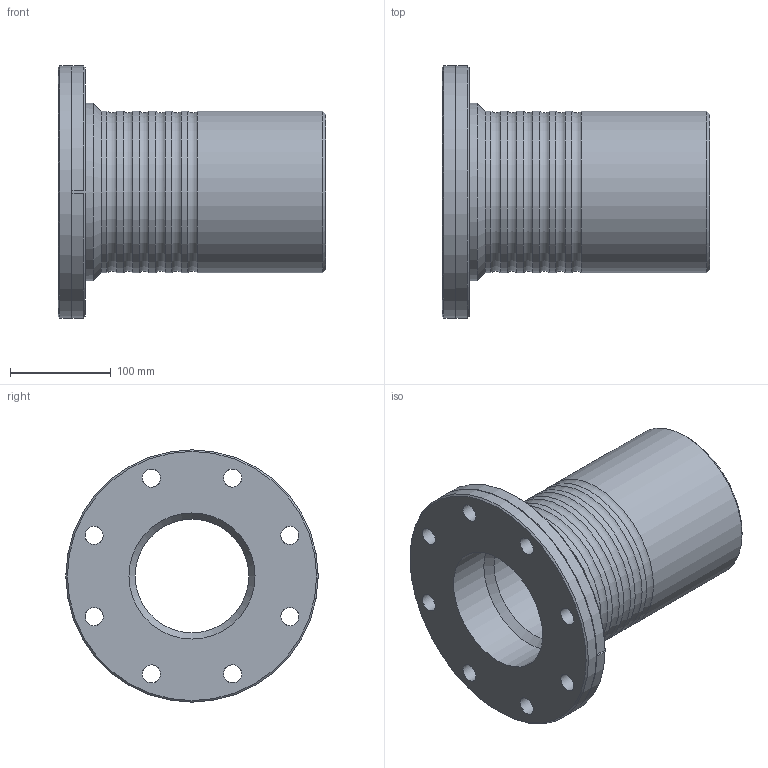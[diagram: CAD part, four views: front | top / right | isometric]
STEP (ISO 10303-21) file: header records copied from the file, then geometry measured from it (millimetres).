
FILE_DESCRIPTION(/* description */ ('PLASSON FLANGE ADAPTOR WITH METAL FLANGE 160-5"'),/* implementation_level */ '2;1');
FILE_NAME(/* name */ '072306160050__0723061600500A.ipt.stp',/* time_stamp */ '2017-06-18T09:23:51+03:00',/* author */ ('KIM'),/* organization */ (''),/* preprocessor_version */ 'ST-DEVELOPER v15.6',/* originating_system */ 'Autodesk Inventor 2015',/* authorisation */ '');
FILE_SCHEMA (('AUTOMOTIVE_DESIGN { 1 0 10303 214 3 1 1 }'));
Length unit declared in the file: millimetre
Products named in the file (1): 072306160050__0723061600500A
Bounding box: 265 x 250 x 250 mm (x, y, z)
Volume: 3312078.5 mm3; surface area: 321014.4 mm2
Topology: 1 solids, 1 shells, 70 faces, 175 edges, 107 vertices
Faces by surface type: cylinder 29, cone 25, plane 10, torus 6
Full cylindrical faces by diameter (mm): 18 x16, 112.5 x1, 125 x1, 160 x7, 176 x1, 250 x1
Entity records: 1760 total; most frequent: DIRECTION 316, CARTESIAN_POINT 267, ORIENTED_EDGE 202, AXIS2_PLACEMENT_3D 148, EDGE_LOOP 142, EDGE_CURVE 101, VERTEX_POINT 87, CIRCLE 77
